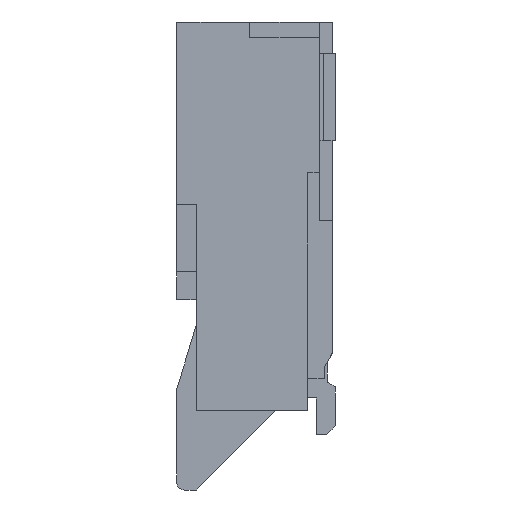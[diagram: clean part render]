
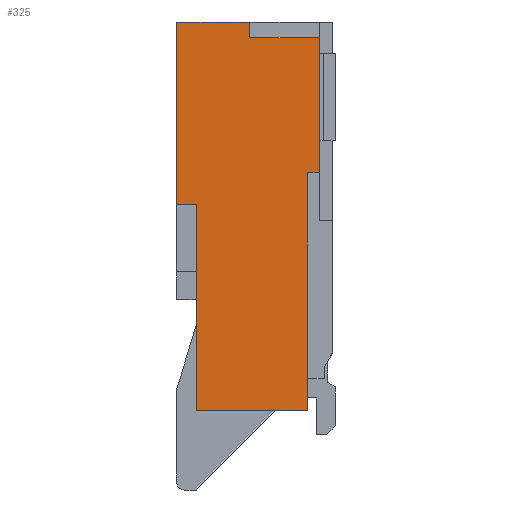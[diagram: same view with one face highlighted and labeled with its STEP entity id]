
A CAD part, left-side view. The second image highlights one B-rep face of the part: STEP entity #325.
In plain terms, the highlighted planar face has unit normal (-1, 0, 0).
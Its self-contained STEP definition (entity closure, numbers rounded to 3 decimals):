
#16454 = LINE ( 'NONE', #16455, #16456 ) ;
#16455 = CARTESIAN_POINT ( 'NONE',  ( -10., 1.75, -2.3 ) ) ;
#16456 = VECTOR ( 'NONE', #16457, 1000. ) ;
#16457 = DIRECTION ( 'NONE',  ( 0., 1., 0. ) ) ;
#325 = ADVANCED_FACE ( 'NONE', ( #8213 ), #8214, .T. ) ;
#33502 = EDGE_CURVE ( 'NONE', #36381, #33731, #13048, .T. ) ;
#17225 = CARTESIAN_POINT ( 'NONE',  ( -10., 1.75, -2.3 ) ) ;
#33693 = LINE ( 'NONE', #33694, #33695 ) ;
#33694 = CARTESIAN_POINT ( 'NONE',  ( -10., 0.35, -4.9 ) ) ;
#33695 = VECTOR ( 'NONE', #33696, 1000. ) ;
#33696 = DIRECTION ( 'NONE',  ( 0., 0., -1. ) ) ;
#33731 = VERTEX_POINT ( 'NONE', #13355 ) ;
#33912 = CARTESIAN_POINT ( 'NONE',  ( -10., 0.35, -1.9 ) ) ;
#34312 = ORIENTED_EDGE ( 'NONE', *, *, #34733, .T. ) ;
#18118 = LINE ( 'NONE', #18119, #18120 ) ;
#18119 = CARTESIAN_POINT ( 'NONE',  ( -10., 0.2, 0. ) ) ;
#18120 = VECTOR ( 'NONE', #18121, 1000. ) ;
#18121 = DIRECTION ( 'NONE',  ( 0., 0., -1. ) ) ;
#34733 = EDGE_CURVE ( 'NONE', #33731, #35057, #14564, .T. ) ;
#35057 = VERTEX_POINT ( 'NONE', #15011 ) ;
#35560 = ORIENTED_EDGE ( 'NONE', *, *, #35991, .F. ) ;
#19355 = CARTESIAN_POINT ( 'NONE',  ( -10., 0.2, -1.9 ) ) ;
#19396 = LINE ( 'NONE', #19397, #19398 ) ;
#19397 = CARTESIAN_POINT ( 'NONE',  ( -10., 0.35, -1.9 ) ) ;
#19398 = VECTOR ( 'NONE', #19399, 1000. ) ;
#19399 = DIRECTION ( 'NONE',  ( 0., -1., 0. ) ) ;
#19554 = LINE ( 'NONE', #19555, #19556 ) ;
#19555 = CARTESIAN_POINT ( 'NONE',  ( -10., 1.08, -0.2 ) ) ;
#19556 = VECTOR ( 'NONE', #19557, 1000. ) ;
#19557 = DIRECTION ( 'NONE',  ( 0., 0., 1. ) ) ;
#35991 = EDGE_CURVE ( 'NONE', #36381, #40645, #16454, .T. ) ;
#36381 = VERTEX_POINT ( 'NONE', #17225 ) ;
#36515 = ORIENTED_EDGE ( 'NONE', *, *, #37289, .T. ) ;
#36744 = EDGE_CURVE ( 'NONE', #39026, #37231, #18118, .T. ) ;
#37231 = VERTEX_POINT ( 'NONE', #19355 ) ;
#37238 = EDGE_CURVE ( 'NONE', #14130, #37231, #19396, .T. ) ;
#37289 = EDGE_CURVE ( 'NONE', #38005, #38537, #19554, .T. ) ;
#37487 = ORIENTED_EDGE ( 'NONE', *, *, #33502, .T. ) ;
#37702 = ORIENTED_EDGE ( 'NONE', *, *, #38563, .F. ) ;
#21467 = CARTESIAN_POINT ( 'NONE',  ( -10., 1.08, -0.2 ) ) ;
#38005 = VERTEX_POINT ( 'NONE', #21467 ) ;
#38492 = ORIENTED_EDGE ( 'NONE', *, *, #36744, .F. ) ;
#38498 = EDGE_CURVE ( 'NONE', #40645, #39207, #22645, .T. ) ;
#38537 = VERTEX_POINT ( 'NONE', #22687 ) ;
#38563 = EDGE_CURVE ( 'NONE', #39207, #38537, #22883, .T. ) ;
#22645 = LINE ( 'NONE', #22646, #22647 ) ;
#22646 = CARTESIAN_POINT ( 'NONE',  ( -10., 2., -4.9 ) ) ;
#22647 = VECTOR ( 'NONE', #22648, 1000. ) ;
#22648 = DIRECTION ( 'NONE',  ( 0., 0., 1. ) ) ;
#39026 = VERTEX_POINT ( 'NONE', #23996 ) ;
#22687 = CARTESIAN_POINT ( 'NONE',  ( -10., 1.08, 0. ) ) ;
#39207 = VERTEX_POINT ( 'NONE', #24602 ) ;
#22883 = LINE ( 'NONE', #22884, #22885 ) ;
#22884 = CARTESIAN_POINT ( 'NONE',  ( -10., 2., 0. ) ) ;
#22885 = VECTOR ( 'NONE', #22886, 1000. ) ;
#22886 = DIRECTION ( 'NONE',  ( 0., -1., 0. ) ) ;
#39836 = ORIENTED_EDGE ( 'NONE', *, *, #40839, .F. ) ;
#39946 = ORIENTED_EDGE ( 'NONE', *, *, #38498, .F. ) ;
#23996 = CARTESIAN_POINT ( 'NONE',  ( -10., 0.2, -0.2 ) ) ;
#40645 = VERTEX_POINT ( 'NONE', #28338 ) ;
#40839 = EDGE_CURVE ( 'NONE', #38005, #39026, #28857, .T. ) ;
#8213 = FACE_OUTER_BOUND ( 'NONE', #40981, .T. ) ;
#8214 = PLANE ( 'NONE',  #8215 ) ;
#8215 = AXIS2_PLACEMENT_3D ( 'NONE', #8216, #8268, #8269 ) ;
#8216 = CARTESIAN_POINT ( 'NONE',  ( -10., 2., -4.9 ) ) ;
#24602 = CARTESIAN_POINT ( 'NONE',  ( -10., 2., 0. ) ) ;
#40981 = EDGE_LOOP ( 'NONE', ( #36515, #37702, #39946, #35560, #37487, #34312, #12976, #15054, #38492, #39836 ) ) ;
#8268 = DIRECTION ( 'NONE',  ( -1., 0., 0. ) ) ;
#8269 = DIRECTION ( 'NONE',  ( 0., -1., 0. ) ) ;
#28338 = CARTESIAN_POINT ( 'NONE',  ( -10., 2., -2.3 ) ) ;
#28857 = LINE ( 'NONE', #28858, #28859 ) ;
#28858 = CARTESIAN_POINT ( 'NONE',  ( -10., 0.2, -0.2 ) ) ;
#28859 = VECTOR ( 'NONE', #28860, 1000. ) ;
#28860 = DIRECTION ( 'NONE',  ( 0., -1., 0. ) ) ;
#12976 = ORIENTED_EDGE ( 'NONE', *, *, #13607, .F. ) ;
#13048 = LINE ( 'NONE', #13049, #13050 ) ;
#13049 = CARTESIAN_POINT ( 'NONE',  ( -10., 1.75, -4.9 ) ) ;
#13050 = VECTOR ( 'NONE', #13051, 1000. ) ;
#13051 = DIRECTION ( 'NONE',  ( 0., 0., -1. ) ) ;
#13355 = CARTESIAN_POINT ( 'NONE',  ( -10., 1.75, -4.9 ) ) ;
#13607 = EDGE_CURVE ( 'NONE', #14130, #35057, #33693, .T. ) ;
#14130 = VERTEX_POINT ( 'NONE', #33912 ) ;
#14564 = LINE ( 'NONE', #14565, #14566 ) ;
#14565 = CARTESIAN_POINT ( 'NONE',  ( -10., 2., -4.9 ) ) ;
#14566 = VECTOR ( 'NONE', #14567, 1000. ) ;
#14567 = DIRECTION ( 'NONE',  ( 0., -1., 0. ) ) ;
#15011 = CARTESIAN_POINT ( 'NONE',  ( -10., 0.35, -4.9 ) ) ;
#15054 = ORIENTED_EDGE ( 'NONE', *, *, #37238, .T. ) ;
